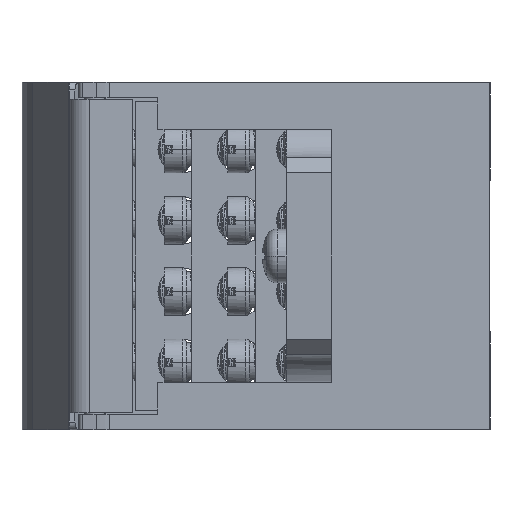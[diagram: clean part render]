
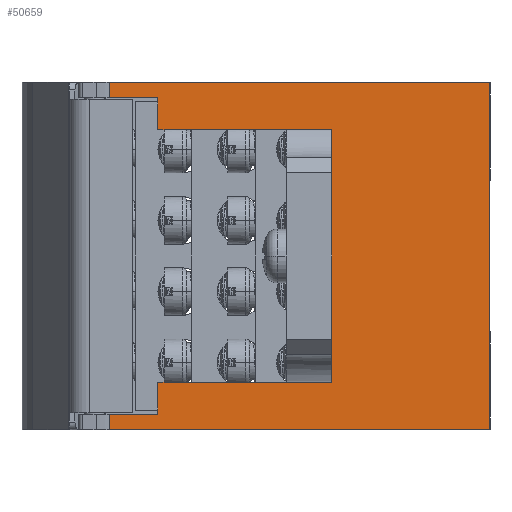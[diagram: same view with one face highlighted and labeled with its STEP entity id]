
A CAD part, left-side view. The second image highlights one B-rep face of the part: STEP entity #50659.
In plain terms, the highlighted planar face has unit normal (-1, 0, 0).
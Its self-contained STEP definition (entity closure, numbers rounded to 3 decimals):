
#2849=DIRECTION('',(0.,0.,-1.));
#2850=VECTOR('',#2849,25.);
#2851=CARTESIAN_POINT('',(-21.,20.,12.5));
#2852=LINE('',#2851,#2850);
#2853=DIRECTION('',(0.,0.,1.));
#2854=VECTOR('',#2853,3.5);
#2855=CARTESIAN_POINT('',(-21.,20.,12.5));
#2856=LINE('',#2855,#2854);
#2857=DIRECTION('',(0.,1.,0.));
#2858=VECTOR('',#2857,22.);
#2859=CARTESIAN_POINT('',(-21.,20.,16.));
#2860=LINE('',#2859,#2858);
#2861=DIRECTION('',(0.,1.,0.));
#2862=VECTOR('',#2861,6.172);
#2863=CARTESIAN_POINT('',(-21.,42.,20.));
#2864=LINE('',#2863,#2862);
#2865=DIRECTION('',(0.,0.,-1.));
#2866=VECTOR('',#2865,44.);
#2867=CARTESIAN_POINT('',(-21.,0.,22.));
#2868=LINE('',#2867,#2866);
#2869=DIRECTION('',(0.,1.,0.));
#2870=VECTOR('',#2869,48.172);
#2871=CARTESIAN_POINT('',(-21.,0.,-22.));
#2872=LINE('',#2871,#2870);
#2873=DIRECTION('',(0.,0.,1.));
#2874=VECTOR('',#2873,3.5);
#2875=CARTESIAN_POINT('',(-21.,20.,-16.));
#2876=LINE('',#2875,#2874);
#2881=DIRECTION('',(0.,0.,-1.));
#2882=VECTOR('',#2881,4.);
#2883=CARTESIAN_POINT('',(-21.,42.,20.));
#2884=LINE('',#2883,#2882);
#3147=DIRECTION('',(0.,1.,0.));
#3148=VECTOR('',#3147,6.172);
#3149=CARTESIAN_POINT('',(-21.,42.,-20.));
#3150=LINE('',#3149,#3148);
#3916=DIRECTION('',(0.,1.,0.));
#3917=VECTOR('',#3916,48.172);
#3918=CARTESIAN_POINT('',(-21.,0.,22.));
#3919=LINE('',#3918,#3917);
#5219=DIRECTION('',(0.,1.,0.));
#5220=VECTOR('',#5219,22.);
#5221=CARTESIAN_POINT('',(-21.,20.,-16.));
#5222=LINE('',#5221,#5220);
#5223=DIRECTION('',(0.,0.,-1.));
#5224=VECTOR('',#5223,4.);
#5225=CARTESIAN_POINT('',(-21.,42.,-16.));
#5226=LINE('',#5225,#5224);
#6219=DIRECTION('',(0.,0.,-1.));
#6220=VECTOR('',#6219,2.);
#6221=CARTESIAN_POINT('',(-21.,48.172,-20.));
#6222=LINE('',#6221,#6220);
#6315=DIRECTION('',(0.,0.,-1.));
#6316=VECTOR('',#6315,2.);
#6317=CARTESIAN_POINT('',(-21.,48.172,22.));
#6318=LINE('',#6317,#6316);
#42406=CARTESIAN_POINT('',(-21.,48.172,-22.));
#42407=VERTEX_POINT('',#42406);
#42408=CARTESIAN_POINT('',(-21.,0.,-22.));
#42409=VERTEX_POINT('',#42408);
#42486=CARTESIAN_POINT('',(-21.,42.,-20.));
#42487=VERTEX_POINT('',#42486);
#42488=CARTESIAN_POINT('',(-21.,48.172,-20.));
#42489=VERTEX_POINT('',#42488);
#42562=CARTESIAN_POINT('',(-21.,48.172,20.));
#42563=VERTEX_POINT('',#42562);
#42564=CARTESIAN_POINT('',(-21.,42.,20.));
#42565=VERTEX_POINT('',#42564);
#42632=CARTESIAN_POINT('',(-21.,0.,22.));
#42633=VERTEX_POINT('',#42632);
#42634=CARTESIAN_POINT('',(-21.,48.172,22.));
#42635=VERTEX_POINT('',#42634);
#42642=CARTESIAN_POINT('',(-21.,42.,-16.));
#42643=VERTEX_POINT('',#42642);
#42644=CARTESIAN_POINT('',(-21.,20.,-16.));
#42645=VERTEX_POINT('',#42644);
#42646=CARTESIAN_POINT('',(-21.,20.,16.));
#42647=CARTESIAN_POINT('',(-21.,42.,16.));
#42648=VERTEX_POINT('',#42646);
#42649=VERTEX_POINT('',#42647);
#43861=CARTESIAN_POINT('',(-21.,20.,12.5));
#43862=CARTESIAN_POINT('',(-21.,20.,-12.5));
#43863=VERTEX_POINT('',#43861);
#43864=VERTEX_POINT('',#43862);
#50627=CARTESIAN_POINT('',(-21.,58.,-22.));
#50628=DIRECTION('',(-1.,0.,0.));
#50629=DIRECTION('',(0.,-1.,0.));
#50630=AXIS2_PLACEMENT_3D('',#50627,#50628,#50629);
#50631=PLANE('',#50630);
#50632=ORIENTED_EDGE('',*,*,#50499,.F.);
#50633=ORIENTED_EDGE('',*,*,#50459,.T.);
#50635=ORIENTED_EDGE('',*,*,#50634,.T.);
#50637=ORIENTED_EDGE('',*,*,#50636,.F.);
#50639=ORIENTED_EDGE('',*,*,#50638,.T.);
#50641=ORIENTED_EDGE('',*,*,#50640,.F.);
#50643=ORIENTED_EDGE('',*,*,#50642,.F.);
#50645=ORIENTED_EDGE('',*,*,#50644,.T.);
#50647=ORIENTED_EDGE('',*,*,#50646,.T.);
#50649=ORIENTED_EDGE('',*,*,#50648,.F.);
#50651=ORIENTED_EDGE('',*,*,#50650,.F.);
#50653=ORIENTED_EDGE('',*,*,#50652,.F.);
#50655=ORIENTED_EDGE('',*,*,#50654,.F.);
#50656=ORIENTED_EDGE('',*,*,#50391,.T.);
#50657=EDGE_LOOP('',(#50632,#50633,#50635,#50637,#50639,#50641,#50643,#50645,
#50647,#50649,#50651,#50653,#50655,#50656));
#50658=FACE_OUTER_BOUND('',#50657,.F.);
#50391=EDGE_CURVE('',#42645,#43864,#2876,.T.);
#50459=EDGE_CURVE('',#43863,#42648,#2856,.T.);
#50499=EDGE_CURVE('',#43863,#43864,#2852,.T.);
#50634=EDGE_CURVE('',#42648,#42649,#2860,.T.);
#50636=EDGE_CURVE('',#42565,#42649,#2884,.T.);
#50638=EDGE_CURVE('',#42565,#42563,#2864,.T.);
#50640=EDGE_CURVE('',#42635,#42563,#6318,.T.);
#50642=EDGE_CURVE('',#42633,#42635,#3919,.T.);
#50644=EDGE_CURVE('',#42633,#42409,#2868,.T.);
#50646=EDGE_CURVE('',#42409,#42407,#2872,.T.);
#50648=EDGE_CURVE('',#42489,#42407,#6222,.T.);
#50650=EDGE_CURVE('',#42487,#42489,#3150,.T.);
#50652=EDGE_CURVE('',#42643,#42487,#5226,.T.);
#50654=EDGE_CURVE('',#42645,#42643,#5222,.T.);
#50659=ADVANCED_FACE('',(#50658),#50631,.T.);
